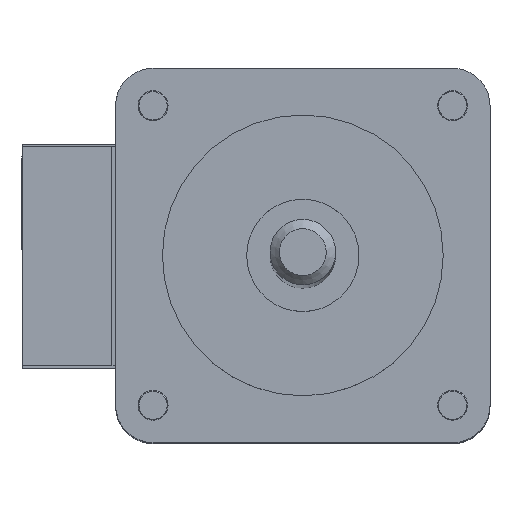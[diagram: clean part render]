
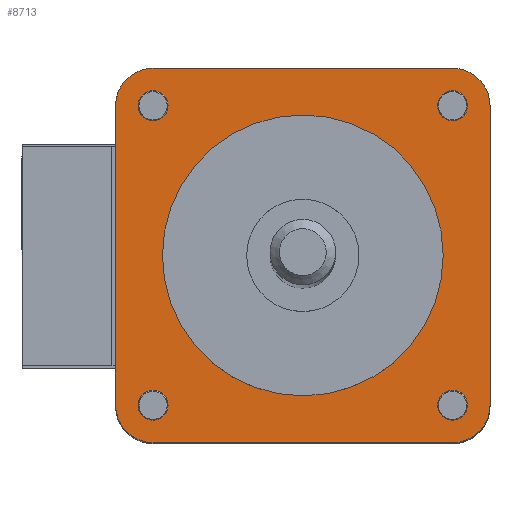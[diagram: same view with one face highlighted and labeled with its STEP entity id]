
A CAD part, top view. The second image highlights one B-rep face of the part: STEP entity #8713.
In plain terms, the highlighted planar face has unit normal (0, 0, 1).
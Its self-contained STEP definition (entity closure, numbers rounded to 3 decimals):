
#8315=CARTESIAN_POINT('',(8.8,-8.,15.65));
#8316=VERTEX_POINT('',#8315);
#8317=CARTESIAN_POINT('',(8.,-8.,15.65));
#8318=DIRECTION('',(0.0,0.0,-1.0));
#8319=DIRECTION('',(1.0,0.0,0.0));
#8320=AXIS2_PLACEMENT_3D('',#8317,#8318,#8319);
#8321=CIRCLE('',#8320,0.8);
#8322=EDGE_CURVE('',#8316,#8316,#8321,.T.);
#8335=CARTESIAN_POINT('',(-7.2,8.,15.65));
#8336=VERTEX_POINT('',#8335);
#8337=CARTESIAN_POINT('',(-8.,8.,15.65));
#8338=DIRECTION('',(0.0,0.0,-1.0));
#8339=DIRECTION('',(1.0,0.0,0.0));
#8340=AXIS2_PLACEMENT_3D('',#8337,#8338,#8339);
#8341=CIRCLE('',#8340,0.8);
#8342=EDGE_CURVE('',#8336,#8336,#8341,.T.);
#8355=CARTESIAN_POINT('',(8.8,8.,15.65));
#8356=VERTEX_POINT('',#8355);
#8357=CARTESIAN_POINT('',(8.,8.,15.65));
#8358=DIRECTION('',(0.0,0.0,-1.0));
#8359=DIRECTION('',(1.0,0.0,0.0));
#8360=AXIS2_PLACEMENT_3D('',#8357,#8358,#8359);
#8361=CIRCLE('',#8360,0.8);
#8362=EDGE_CURVE('',#8356,#8356,#8361,.T.);
#8375=CARTESIAN_POINT('',(-7.2,-8.,15.65));
#8376=VERTEX_POINT('',#8375);
#8377=CARTESIAN_POINT('',(-8.,-8.,15.65));
#8378=DIRECTION('',(0.0,0.0,-1.0));
#8379=DIRECTION('',(1.0,0.0,0.0));
#8380=AXIS2_PLACEMENT_3D('',#8377,#8378,#8379);
#8381=CIRCLE('',#8380,0.8);
#8382=EDGE_CURVE('',#8376,#8376,#8381,.T.);
#8392=CARTESIAN_POINT('',(-10.,8.,15.65));
#8393=VERTEX_POINT('',#8392);
#8394=CARTESIAN_POINT('',(-8.,10.0,15.65));
#8395=VERTEX_POINT('',#8394);
#8396=CARTESIAN_POINT('',(-8.,8.,15.65));
#8397=DIRECTION('',(0.0,0.0,-1.0));
#8398=DIRECTION('',(-0.707,0.707,0.0));
#8399=AXIS2_PLACEMENT_3D('',#8396,#8397,#8398);
#8400=CIRCLE('',#8399,2.0);
#8401=EDGE_CURVE('',#8393,#8395,#8400,.T.);
#8443=CARTESIAN_POINT('',(-10.0,-8.,15.65));
#8444=VERTEX_POINT('',#8443);
#8451=CARTESIAN_POINT('',(-10.,8.,15.65));
#8452=DIRECTION('',(0.0,-1.0,0.0));
#8453=VECTOR('',#8452,16.);
#8454=LINE('',#8451,#8453);
#8455=EDGE_CURVE('',#8393,#8444,#8454,.T.);
#8465=CARTESIAN_POINT('',(8.,10.0,15.65));
#8466=VERTEX_POINT('',#8465);
#8467=CARTESIAN_POINT('',(10.,8.,15.65));
#8468=VERTEX_POINT('',#8467);
#8469=CARTESIAN_POINT('',(8.,8.,15.65));
#8470=DIRECTION('',(0.0,0.0,-1.0));
#8471=DIRECTION('',(0.707,0.707,0.0));
#8472=AXIS2_PLACEMENT_3D('',#8469,#8470,#8471);
#8473=CIRCLE('',#8472,2.0);
#8474=EDGE_CURVE('',#8466,#8468,#8473,.T.);
#8508=CARTESIAN_POINT('',(10.,-8.,15.65));
#8509=VERTEX_POINT('',#8508);
#8510=CARTESIAN_POINT('',(10.,-8.0,15.65));
#8511=DIRECTION('',(0.0,1.0,0.0));
#8512=VECTOR('',#8511,16.0);
#8513=LINE('',#8510,#8512);
#8514=EDGE_CURVE('',#8509,#8468,#8513,.T.);
#8538=CARTESIAN_POINT('',(8.,-10.,15.65));
#8539=VERTEX_POINT('',#8538);
#8540=CARTESIAN_POINT('',(8.,-8.,15.65));
#8541=DIRECTION('',(0.0,0.0,-1.0));
#8542=DIRECTION('',(0.707,-0.707,0.0));
#8543=AXIS2_PLACEMENT_3D('',#8540,#8541,#8542);
#8544=CIRCLE('',#8543,2.0);
#8545=EDGE_CURVE('',#8509,#8539,#8544,.T.);
#8571=CARTESIAN_POINT('',(-8.,-10.0,15.65));
#8572=VERTEX_POINT('',#8571);
#8573=CARTESIAN_POINT('',(-8.,-8.,15.65));
#8574=DIRECTION('',(0.0,0.0,-1.0));
#8575=DIRECTION('',(-0.707,-0.707,0.0));
#8576=AXIS2_PLACEMENT_3D('',#8573,#8574,#8575);
#8577=CIRCLE('',#8576,2.0);
#8578=EDGE_CURVE('',#8572,#8444,#8577,.T.);
#8615=CARTESIAN_POINT('',(7.5,0.,15.65));
#8616=VERTEX_POINT('',#8615);
#8617=CARTESIAN_POINT('',(0.,0.,15.65));
#8618=DIRECTION('',(0.0,0.0,-1.0));
#8619=DIRECTION('',(-1.0,0.0,0.0));
#8620=AXIS2_PLACEMENT_3D('',#8617,#8618,#8619);
#8621=CIRCLE('',#8620,7.5);
#8622=EDGE_CURVE('',#8616,#8616,#8621,.T.);
#8645=CARTESIAN_POINT('',(-8.,-10.0,15.65));
#8646=DIRECTION('',(1.0,0.0,0.0));
#8647=VECTOR('',#8646,16.0);
#8648=LINE('',#8645,#8647);
#8649=EDGE_CURVE('',#8572,#8539,#8648,.T.);
#8667=CARTESIAN_POINT('',(8.,10.0,15.65));
#8668=DIRECTION('',(-1.0,0.0,0.0));
#8669=VECTOR('',#8668,16.0);
#8670=LINE('',#8667,#8669);
#8671=EDGE_CURVE('',#8466,#8395,#8670,.T.);
#8683=CARTESIAN_POINT('',(0.,0.,15.65));
#8684=DIRECTION('',(0.0,0.0,1.0));
#8685=DIRECTION('',(1.0,0.0,0.0));
#8686=AXIS2_PLACEMENT_3D('',#8683,#8684,#8685);
#8687=PLANE('',#8686);
#8688=ORIENTED_EDGE('',*,*,#8401,.F.);
#8689=ORIENTED_EDGE('',*,*,#8455,.T.);
#8690=ORIENTED_EDGE('',*,*,#8578,.F.);
#8691=ORIENTED_EDGE('',*,*,#8649,.T.);
#8692=ORIENTED_EDGE('',*,*,#8545,.F.);
#8693=ORIENTED_EDGE('',*,*,#8514,.T.);
#8694=ORIENTED_EDGE('',*,*,#8474,.F.);
#8695=ORIENTED_EDGE('',*,*,#8671,.T.);
#8696=EDGE_LOOP('',(#8688,#8689,#8690,#8691,#8692,#8693,#8694,#8695));
#8697=FACE_OUTER_BOUND('',#8696,.T.);
#8698=ORIENTED_EDGE('',*,*,#8322,.T.);
#8699=EDGE_LOOP('',(#8698));
#8700=FACE_BOUND('',#8699,.T.);
#8701=ORIENTED_EDGE('',*,*,#8342,.T.);
#8702=EDGE_LOOP('',(#8701));
#8703=FACE_BOUND('',#8702,.T.);
#8704=ORIENTED_EDGE('',*,*,#8362,.T.);
#8705=EDGE_LOOP('',(#8704));
#8706=FACE_BOUND('',#8705,.T.);
#8707=ORIENTED_EDGE('',*,*,#8382,.T.);
#8708=EDGE_LOOP('',(#8707));
#8709=FACE_BOUND('',#8708,.T.);
#8710=ORIENTED_EDGE('',*,*,#8622,.T.);
#8711=EDGE_LOOP('',(#8710));
#8712=FACE_BOUND('',#8711,.T.);
#8713=ADVANCED_FACE('',(#8697,#8700,#8703,#8706,#8709,#8712),#8687,.T.);
